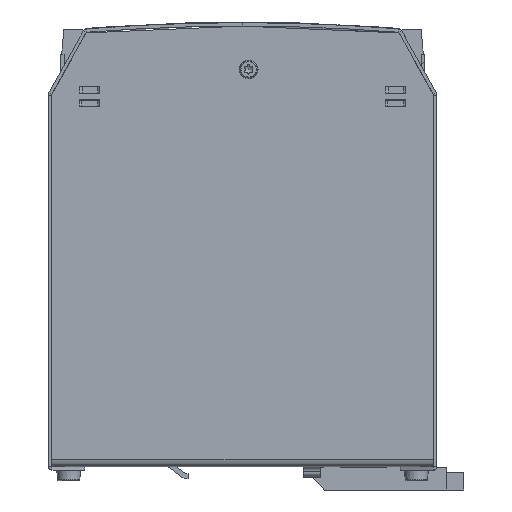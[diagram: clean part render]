
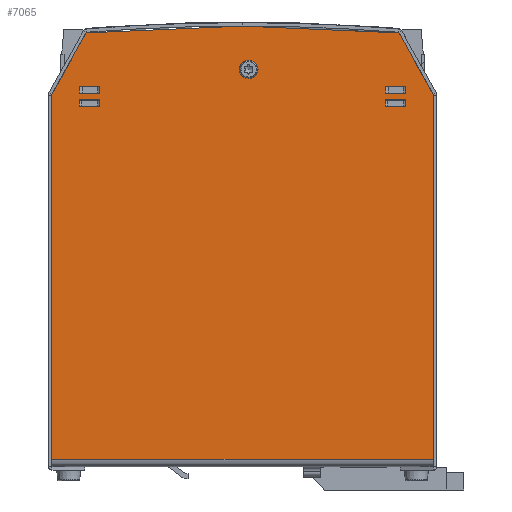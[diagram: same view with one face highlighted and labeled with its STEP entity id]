
A CAD part, left-side view. The second image highlights one B-rep face of the part: STEP entity #7065.
In plain terms, the highlighted planar face has unit normal (-1, 0, 0).
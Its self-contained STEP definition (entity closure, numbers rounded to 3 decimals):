
#3317=CARTESIAN_POINT('',(-51.,47.9,105.8));
#3318=VERTEX_POINT('',#3317);
#3333=CARTESIAN_POINT('',(-51.,47.9,107.8));
#3334=VERTEX_POINT('',#3333);
#3341=CARTESIAN_POINT('',(-51.,47.9,107.8));
#3342=DIRECTION('',(0.0,0.0,-1.0));
#3343=VECTOR('',#3342,2.0);
#3344=LINE('',#3341,#3343);
#3345=EDGE_CURVE('',#3334,#3318,#3344,.T.);
#3443=CARTESIAN_POINT('',(-51.,41.9,105.8));
#3444=VERTEX_POINT('',#3443);
#3451=CARTESIAN_POINT('',(-51.,41.9,107.8));
#3452=VERTEX_POINT('',#3451);
#3453=CARTESIAN_POINT('',(-51.,41.9,107.8));
#3454=DIRECTION('',(0.0,0.0,-1.0));
#3455=VECTOR('',#3454,2.0);
#3456=LINE('',#3453,#3455);
#3457=EDGE_CURVE('',#3452,#3444,#3456,.T.);
#3513=CARTESIAN_POINT('',(-51.,41.9,105.8));
#3514=DIRECTION('',(0.0,1.0,0.0));
#3515=VECTOR('',#3514,6.);
#3516=LINE('',#3513,#3515);
#3517=EDGE_CURVE('',#3444,#3318,#3516,.T.);
#3677=CARTESIAN_POINT('',(-51.,47.9,109.6));
#3678=VERTEX_POINT('',#3677);
#3693=CARTESIAN_POINT('',(-51.,47.9,111.6));
#3694=VERTEX_POINT('',#3693);
#3701=CARTESIAN_POINT('',(-51.,47.9,111.6));
#3702=DIRECTION('',(0.0,0.0,-1.0));
#3703=VECTOR('',#3702,2.);
#3704=LINE('',#3701,#3703);
#3705=EDGE_CURVE('',#3694,#3678,#3704,.T.);
#3813=CARTESIAN_POINT('',(-51.,41.9,109.6));
#3814=VERTEX_POINT('',#3813);
#3821=CARTESIAN_POINT('',(-51.,41.9,111.6));
#3822=VERTEX_POINT('',#3821);
#3823=CARTESIAN_POINT('',(-51.,41.9,111.6));
#3824=DIRECTION('',(0.0,0.0,-1.0));
#3825=VECTOR('',#3824,2.);
#3826=LINE('',#3823,#3825);
#3827=EDGE_CURVE('',#3822,#3814,#3826,.T.);
#3885=CARTESIAN_POINT('',(-51.,47.9,111.6));
#3886=DIRECTION('',(0.0,-1.0,0.0));
#3887=VECTOR('',#3886,6.);
#3888=LINE('',#3885,#3887);
#3889=EDGE_CURVE('',#3694,#3822,#3888,.T.);
#3900=CARTESIAN_POINT('',(-51.,47.9,107.8));
#3901=DIRECTION('',(0.0,-1.0,0.0));
#3902=VECTOR('',#3901,6.);
#3903=LINE('',#3900,#3902);
#3904=EDGE_CURVE('',#3334,#3452,#3903,.T.);
#3919=CARTESIAN_POINT('',(-51.,41.9,109.6));
#3920=DIRECTION('',(0.0,1.0,0.0));
#3921=VECTOR('',#3920,6.);
#3922=LINE('',#3919,#3921);
#3923=EDGE_CURVE('',#3814,#3678,#3922,.T.);
#4089=CARTESIAN_POINT('',(-51.,-41.9,105.8));
#4090=VERTEX_POINT('',#4089);
#4105=CARTESIAN_POINT('',(-51.,-41.9,107.8));
#4106=VERTEX_POINT('',#4105);
#4113=CARTESIAN_POINT('',(-51.,-41.9,107.8));
#4114=DIRECTION('',(0.0,0.0,-1.0));
#4115=VECTOR('',#4114,2.);
#4116=LINE('',#4113,#4115);
#4117=EDGE_CURVE('',#4106,#4090,#4116,.T.);
#4215=CARTESIAN_POINT('',(-51.,-47.9,105.8));
#4216=VERTEX_POINT('',#4215);
#4223=CARTESIAN_POINT('',(-51.,-47.9,107.8));
#4224=VERTEX_POINT('',#4223);
#4225=CARTESIAN_POINT('',(-51.,-47.9,107.8));
#4226=DIRECTION('',(0.0,0.0,-1.0));
#4227=VECTOR('',#4226,2.);
#4228=LINE('',#4225,#4227);
#4229=EDGE_CURVE('',#4224,#4216,#4228,.T.);
#4285=CARTESIAN_POINT('',(-51.,-47.9,105.8));
#4286=DIRECTION('',(0.0,1.0,0.0));
#4287=VECTOR('',#4286,6.);
#4288=LINE('',#4285,#4287);
#4289=EDGE_CURVE('',#4216,#4090,#4288,.T.);
#4449=CARTESIAN_POINT('',(-51.,-41.9,109.6));
#4450=VERTEX_POINT('',#4449);
#4465=CARTESIAN_POINT('',(-51.,-41.9,111.6));
#4466=VERTEX_POINT('',#4465);
#4473=CARTESIAN_POINT('',(-51.,-41.9,111.6));
#4474=DIRECTION('',(0.0,0.0,-1.0));
#4475=VECTOR('',#4474,2.0);
#4476=LINE('',#4473,#4475);
#4477=EDGE_CURVE('',#4466,#4450,#4476,.T.);
#4585=CARTESIAN_POINT('',(-51.,-47.9,109.6));
#4586=VERTEX_POINT('',#4585);
#4593=CARTESIAN_POINT('',(-51.,-47.9,111.6));
#4594=VERTEX_POINT('',#4593);
#4595=CARTESIAN_POINT('',(-51.,-47.9,111.6));
#4596=DIRECTION('',(0.0,0.0,-1.0));
#4597=VECTOR('',#4596,2.0);
#4598=LINE('',#4595,#4597);
#4599=EDGE_CURVE('',#4594,#4586,#4598,.T.);
#4657=CARTESIAN_POINT('',(-51.,-41.9,111.6));
#4658=DIRECTION('',(0.0,-1.0,0.0));
#4659=VECTOR('',#4658,6.);
#4660=LINE('',#4657,#4659);
#4661=EDGE_CURVE('',#4466,#4594,#4660,.T.);
#4672=CARTESIAN_POINT('',(-51.,-41.9,107.8));
#4673=DIRECTION('',(0.0,-1.0,0.0));
#4674=VECTOR('',#4673,6.);
#4675=LINE('',#4672,#4674);
#4676=EDGE_CURVE('',#4106,#4224,#4675,.T.);
#4691=CARTESIAN_POINT('',(-51.,-47.9,109.6));
#4692=DIRECTION('',(0.0,1.0,0.0));
#4693=VECTOR('',#4692,6.);
#4694=LINE('',#4691,#4693);
#4695=EDGE_CURVE('',#4586,#4450,#4694,.T.);
#4720=CARTESIAN_POINT('',(-51.,-1.8,118.35));
#4721=VERTEX_POINT('',#4720);
#4722=CARTESIAN_POINT('',(-51.,-1.8,116.6));
#4723=DIRECTION('',(1.0,0.0,0.0));
#4724=DIRECTION('',(0.0,0.0,1.0));
#4725=AXIS2_PLACEMENT_3D('',#4722,#4723,#4724);
#4726=CIRCLE('',#4725,1.75);
#4727=EDGE_CURVE('',#4721,#4721,#4726,.T.);
#6856=CARTESIAN_POINT('',(-51.,-45.9,127.3));
#6857=VERTEX_POINT('',#6856);
#6864=CARTESIAN_POINT('',(-51.,-56.,109.1));
#6865=VERTEX_POINT('',#6864);
#6866=CARTESIAN_POINT('',(-51.,-56.,109.1));
#6867=DIRECTION('',(0.,0.485,0.874));
#6868=VECTOR('',#6867,20.815);
#6869=LINE('',#6866,#6868);
#6870=EDGE_CURVE('',#6865,#6857,#6869,.T.);
#6896=CARTESIAN_POINT('',(-51.,56.,109.1));
#6897=VERTEX_POINT('',#6896);
#6904=CARTESIAN_POINT('',(-51.,45.9,127.3));
#6905=VERTEX_POINT('',#6904);
#6906=CARTESIAN_POINT('',(-51.,45.9,127.3));
#6907=DIRECTION('',(0.,0.485,-0.874));
#6908=VECTOR('',#6907,20.815);
#6909=LINE('',#6906,#6908);
#6910=EDGE_CURVE('',#6905,#6897,#6909,.T.);
#6935=CARTESIAN_POINT('',(-51.,0.0,129.3));
#6936=VERTEX_POINT('',#6935);
#6937=CARTESIAN_POINT('',(-51.,0.,129.3));
#6938=DIRECTION('',(0.0,0.999,-0.044));
#6939=VECTOR('',#6938,45.944);
#6940=LINE('',#6937,#6939);
#6941=EDGE_CURVE('',#6936,#6905,#6940,.T.);
#6964=CARTESIAN_POINT('',(-51.,-45.9,127.3));
#6965=DIRECTION('',(0.0,0.999,0.044));
#6966=VECTOR('',#6965,45.944);
#6967=LINE('',#6964,#6966);
#6968=EDGE_CURVE('',#6857,#6936,#6967,.T.);
#6989=CARTESIAN_POINT('',(-51.,-56.,2.25));
#6990=VERTEX_POINT('',#6989);
#7007=CARTESIAN_POINT('',(-51.,0.0,64.668));
#7008=DIRECTION('',(1.0,0.0,0.0));
#7009=DIRECTION('',(0.0,0.0,-1.0));
#7010=AXIS2_PLACEMENT_3D('',#7007,#7008,#7009);
#7011=PLANE('',#7010);
#7012=ORIENTED_EDGE('',*,*,#6870,.T.);
#7013=ORIENTED_EDGE('',*,*,#6968,.T.);
#7014=ORIENTED_EDGE('',*,*,#6941,.T.);
#7015=ORIENTED_EDGE('',*,*,#6910,.T.);
#7016=CARTESIAN_POINT('',(-51.,56.,2.25));
#7017=VERTEX_POINT('',#7016);
#7018=CARTESIAN_POINT('',(-51.,56.,2.25));
#7019=DIRECTION('',(0.0,0.0,1.0));
#7020=VECTOR('',#7019,106.85);
#7021=LINE('',#7018,#7020);
#7022=EDGE_CURVE('',#7017,#6897,#7021,.T.);
#7023=ORIENTED_EDGE('',*,*,#7022,.F.);
#7024=CARTESIAN_POINT('',(-51.,56.,2.25));
#7025=DIRECTION('',(0.0,-1.0,0.0));
#7026=VECTOR('',#7025,112.);
#7027=LINE('',#7024,#7026);
#7028=EDGE_CURVE('',#7017,#6990,#7027,.T.);
#7029=ORIENTED_EDGE('',*,*,#7028,.T.);
#7030=CARTESIAN_POINT('',(-51.,-56.,109.1));
#7031=DIRECTION('',(0.0,0.0,-1.0));
#7032=VECTOR('',#7031,106.85);
#7033=LINE('',#7030,#7032);
#7034=EDGE_CURVE('',#6865,#6990,#7033,.T.);
#7035=ORIENTED_EDGE('',*,*,#7034,.F.);
#7036=EDGE_LOOP('',(#7012,#7013,#7014,#7015,#7023,#7029,#7035));
#7037=FACE_OUTER_BOUND('',#7036,.T.);
#7038=ORIENTED_EDGE('',*,*,#3457,.T.);
#7039=ORIENTED_EDGE('',*,*,#3517,.T.);
#7040=ORIENTED_EDGE('',*,*,#3345,.F.);
#7041=ORIENTED_EDGE('',*,*,#3904,.T.);
#7042=EDGE_LOOP('',(#7038,#7039,#7040,#7041));
#7043=FACE_BOUND('',#7042,.T.);
#7044=ORIENTED_EDGE('',*,*,#3923,.T.);
#7045=ORIENTED_EDGE('',*,*,#3705,.F.);
#7046=ORIENTED_EDGE('',*,*,#3889,.T.);
#7047=ORIENTED_EDGE('',*,*,#3827,.T.);
#7048=EDGE_LOOP('',(#7044,#7045,#7046,#7047));
#7049=FACE_BOUND('',#7048,.T.);
#7050=ORIENTED_EDGE('',*,*,#4229,.T.);
#7051=ORIENTED_EDGE('',*,*,#4289,.T.);
#7052=ORIENTED_EDGE('',*,*,#4117,.F.);
#7053=ORIENTED_EDGE('',*,*,#4676,.T.);
#7054=EDGE_LOOP('',(#7050,#7051,#7052,#7053));
#7055=FACE_BOUND('',#7054,.T.);
#7056=ORIENTED_EDGE('',*,*,#4695,.T.);
#7057=ORIENTED_EDGE('',*,*,#4477,.F.);
#7058=ORIENTED_EDGE('',*,*,#4661,.T.);
#7059=ORIENTED_EDGE('',*,*,#4599,.T.);
#7060=EDGE_LOOP('',(#7056,#7057,#7058,#7059));
#7061=FACE_BOUND('',#7060,.T.);
#7062=ORIENTED_EDGE('',*,*,#4727,.T.);
#7063=EDGE_LOOP('',(#7062));
#7064=FACE_BOUND('',#7063,.T.);
#7065=ADVANCED_FACE('',(#7037,#7043,#7049,#7055,#7061,#7064),#7011,.F.);
